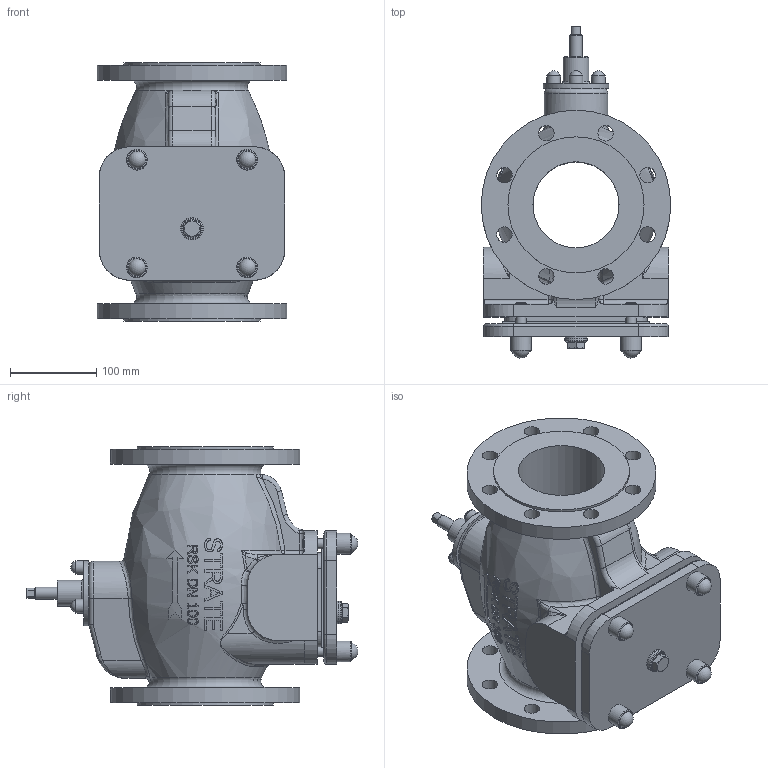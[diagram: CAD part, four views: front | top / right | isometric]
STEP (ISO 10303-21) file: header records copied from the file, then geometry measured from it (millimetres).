
FILE_DESCRIPTION(/* description */ (''),/* implementation_level */ '2;1');
FILE_NAME(/* name */ 'RSK DN 100 U_.stp',/* time_stamp */ '2019-06-03T13:12:04+02:00',/* author */ ('aunrein'),/* organization */ (''),/* preprocessor_version */ 'ST-DEVELOPER v16.13',/* originating_system */ 'Autodesk Inventor 2018',/* authorisation */ '');
FILE_SCHEMA (('AUTOMOTIVE_DESIGN { 1 0 10303 214 3 1 1 }'));
Length unit declared in the file: millimetre
Products named in the file (1): RSK DN 100 U_Dummy
Bounding box: 220 x 385.42 x 300 mm (x, y, z)
Volume: 7566996.7 mm3; surface area: 519297 mm2
Topology: 1 solids, 1 shells, 689 faces, 1796 edges, 1166 vertices
Faces by surface type: plane 315, bspline 239, cylinder 86, torus 28, sphere 15, cone 6
Full cylindrical faces by diameter (mm): 12 x4, 14 x1, 16 x3, 18 x16, 21.939 x1, 24 x4, 25.9 x1, 26 x1, 30 x1, 76 x1, 100 x1, 158 x2, 220 x2
Entity records: 27060 total; most frequent: CARTESIAN_POINT 10638, ORIENTED_EDGE 3412, DIRECTION 2946, EDGE_CURVE 1706, AXIS2_PLACEMENT_3D 1194, VERTEX_POINT 1134, EDGE_LOOP 842, STYLED_ITEM 689
